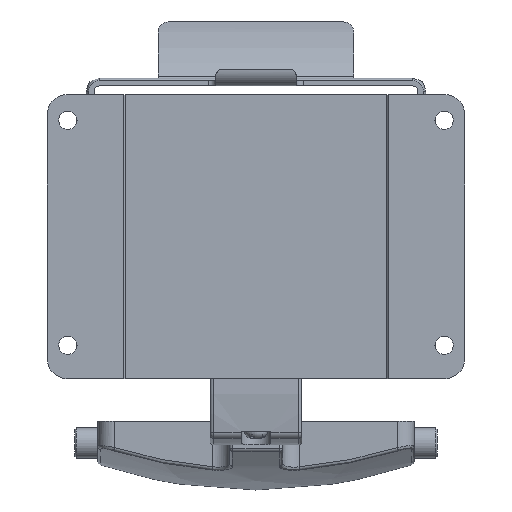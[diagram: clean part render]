
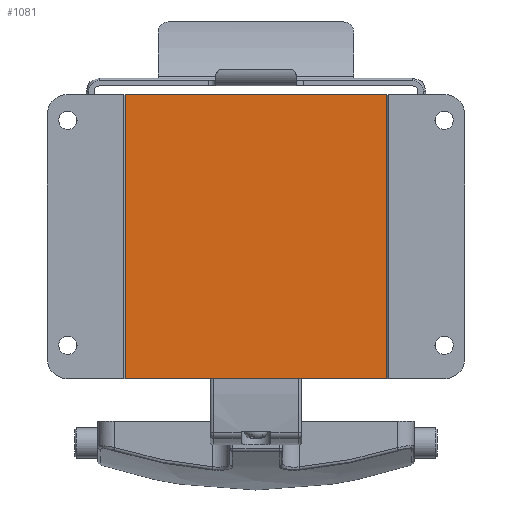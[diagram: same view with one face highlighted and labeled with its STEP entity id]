
A CAD part, front view. The second image highlights one B-rep face of the part: STEP entity #1081.
In plain terms, the highlighted planar face has unit normal (0, -1, 0).
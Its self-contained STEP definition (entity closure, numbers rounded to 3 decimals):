
#313 = DIRECTION ( 'NONE',  ( 0., 0., 1. ) ) ;
#1081 = ADVANCED_FACE ( 'NONE', ( #13160 ), #10074, .F. ) ;
#1205 = EDGE_CURVE ( 'NONE', #24739, #16143, #8874, .T. ) ;
#1408 = ORIENTED_EDGE ( 'NONE', *, *, #17694, .F. ) ;
#2855 = AXIS2_PLACEMENT_3D ( 'NONE', #23544, #12126, #313 ) ;
#2867 = VERTEX_POINT ( 'NONE', #12048 ) ;
#3531 = VERTEX_POINT ( 'NONE', #3948 ) ;
#3948 = CARTESIAN_POINT ( 'NONE',  ( -38.95, -87.75, 42.257 ) ) ;
#6538 = DIRECTION ( 'NONE',  ( -1., 0., 0. ) ) ;
#6738 = VECTOR ( 'NONE', #15800, 1000. ) ;
#7369 = LINE ( 'NONE', #21351, #6738 ) ;
#8074 = LINE ( 'NONE', #16135, #12667 ) ;
#8425 = CARTESIAN_POINT ( 'NONE',  ( 38.95, -87.75, 35.725 ) ) ;
#8874 = LINE ( 'NONE', #8425, #18522 ) ;
#10074 = PLANE ( 'NONE',  #2855 ) ;
#12048 = CARTESIAN_POINT ( 'NONE',  ( -38.95, -87.75, -42.257 ) ) ;
#12126 = DIRECTION ( 'NONE',  ( 0., 1., 0. ) ) ;
#12373 = DIRECTION ( 'NONE',  ( 0., 0., -1. ) ) ;
#12667 = VECTOR ( 'NONE', #6538, 1000. ) ;
#13160 = FACE_OUTER_BOUND ( 'NONE', #17241, .T. ) ;
#14665 = ORIENTED_EDGE ( 'NONE', *, *, #1205, .F. ) ;
#15538 = ORIENTED_EDGE ( 'NONE', *, *, #24247, .F. ) ;
#15800 = DIRECTION ( 'NONE',  ( 1., 0., 0. ) ) ;
#16135 = CARTESIAN_POINT ( 'NONE',  ( 42.375, -87.75, -42.257 ) ) ;
#16143 = VERTEX_POINT ( 'NONE', #24679 ) ;
#17241 = EDGE_LOOP ( 'NONE', ( #1408, #19001, #15538, #14665 ) ) ;
#17694 = EDGE_CURVE ( 'NONE', #3531, #24739, #7369, .T. ) ;
#18375 = VECTOR ( 'NONE', #22886, 1000. ) ;
#18522 = VECTOR ( 'NONE', #12373, 1000. ) ;
#19001 = ORIENTED_EDGE ( 'NONE', *, *, #23915, .T. ) ;
#19754 = CARTESIAN_POINT ( 'NONE',  ( 38.95, -87.75, 42.257 ) ) ;
#20958 = CARTESIAN_POINT ( 'NONE',  ( -38.95, -87.75, 35.725 ) ) ;
#21351 = CARTESIAN_POINT ( 'NONE',  ( 42.375, -87.75, 42.257 ) ) ;
#22886 = DIRECTION ( 'NONE',  ( 0., 0., -1. ) ) ;
#23544 = CARTESIAN_POINT ( 'NONE',  ( 42.375, -87.75, 35.725 ) ) ;
#23915 = EDGE_CURVE ( 'NONE', #3531, #2867, #24046, .T. ) ;
#24046 = LINE ( 'NONE', #20958, #18375 ) ;
#24247 = EDGE_CURVE ( 'NONE', #16143, #2867, #8074, .T. ) ;
#24679 = CARTESIAN_POINT ( 'NONE',  ( 38.95, -87.75, -42.257 ) ) ;
#24739 = VERTEX_POINT ( 'NONE', #19754 ) ;
